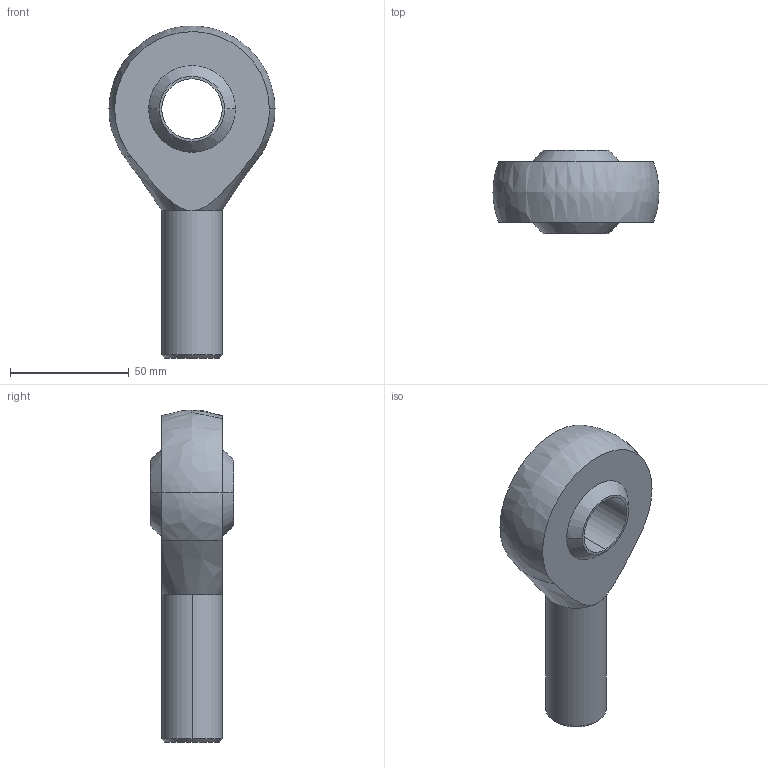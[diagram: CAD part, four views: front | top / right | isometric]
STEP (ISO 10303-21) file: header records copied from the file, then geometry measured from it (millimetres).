
FILE_DESCRIPTION (( 'STEP AP214' ), '1' );
FILE_NAME ('A-KARI-16.step', '2017-11-29T20:18:35', ( '' ), ( '' ), 'SwSTEP 2.0', 'SolidWorks 2017', '' );
FILE_SCHEMA (( 'AUTOMOTIVE_DESIGN' ));
Length unit declared in the file: inch
Products named in the file (1): A-KARI-16
Bounding box: 69.85 x 34.92 x 139.69 mm (x, y, z)
Volume: 122822.5 mm3; surface area: 20242.2 mm2
Topology: 1 solids, 1 shells, 20 faces, 50 edges, 30 vertices
Faces by surface type: bspline 7, plane 5, cylinder 4, cone 4
Entity records: 1047 total; most frequent: CARTESIAN_POINT 460, DIRECTION 94, ORIENTED_EDGE 92, EDGE_CURVE 46, AXIS2_PLACEMENT_3D 44, VERTEX_POINT 30, CIRCLE 30, EDGE_LOOP 24
